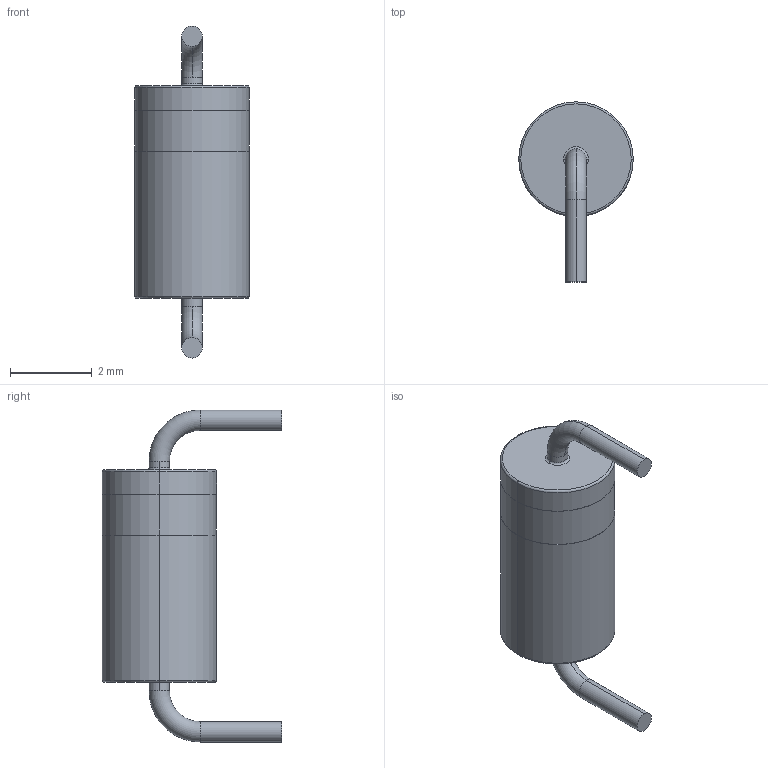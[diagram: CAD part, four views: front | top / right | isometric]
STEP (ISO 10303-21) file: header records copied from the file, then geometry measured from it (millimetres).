
FILE_DESCRIPTION (( 'STEP AP214' ), '1' );
FILE_NAME ('DIODE 1A.STEP', '2019-08-01T04:15:40', ( '' ), ( '' ), 'SwSTEP 2.0', 'SolidWorks 2016', '' );
FILE_SCHEMA (( 'AUTOMOTIVE_DESIGN' ));
Length unit declared in the file: millimetre
Products named in the file (1): DIODE 1A
Bounding box: 2.8 x 4.4 x 8.12 mm (x, y, z)
Volume: 33.5 mm3; surface area: 69.6 mm2
Topology: 1 solids, 1 shells, 30 faces, 62 edges, 38 vertices
Faces by surface type: cylinder 14, torus 10, plane 6
Entity records: 1002 total; most frequent: DIRECTION 172, CARTESIAN_POINT 131, ORIENTED_EDGE 124, AXIS2_PLACEMENT_3D 79, EDGE_CURVE 62, CIRCLE 48, VERTEX_POINT 38, EDGE_LOOP 34
